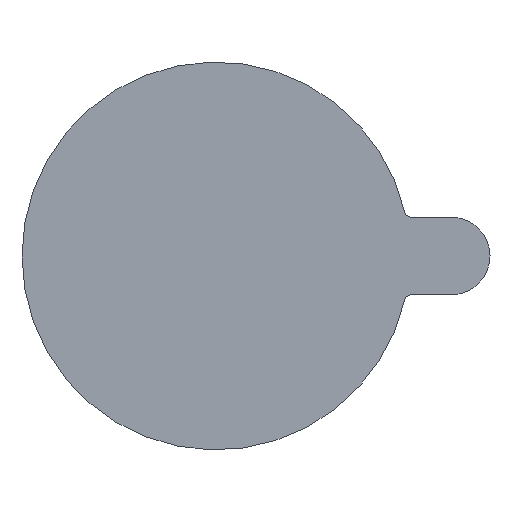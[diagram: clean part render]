
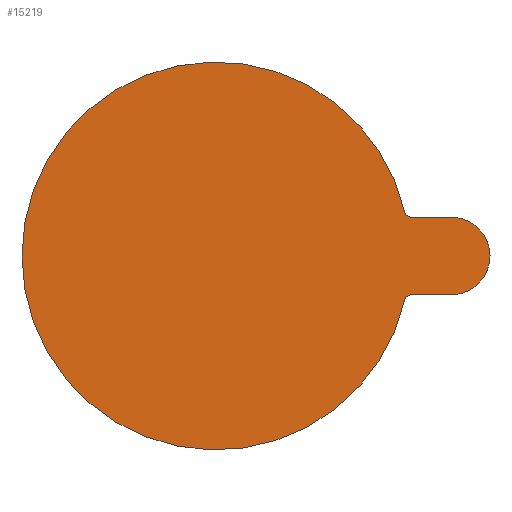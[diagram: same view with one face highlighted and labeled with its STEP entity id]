
A CAD part, top view. The second image highlights one B-rep face of the part: STEP entity #15219.
In plain terms, the highlighted planar face has unit normal (0, 0, 1).
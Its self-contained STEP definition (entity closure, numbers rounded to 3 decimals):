
#440 = ORIENTED_EDGE ( 'NONE', *, *, #3473, .T. ) ;
#504 = CARTESIAN_POINT ( 'NONE',  ( 15.129, 56.759, 0.34 ) ) ;
#809 = CIRCLE ( 'NONE', #3047, 0.5 ) ;
#1128 = CARTESIAN_POINT ( 'NONE',  ( 15.129, 56.259, 0.34 ) ) ;
#1737 = CARTESIAN_POINT ( 'NONE',  ( 0.029, 53.259, 0.34 ) ) ;
#1974 = VERTEX_POINT ( 'NONE', #3683 ) ;
#2176 = LINE ( 'NONE', #17023, #8167 ) ;
#2285 = ORIENTED_EDGE ( 'NONE', *, *, #3984, .F. ) ;
#2811 = VERTEX_POINT ( 'NONE', #12024 ) ;
#3047 = AXIS2_PLACEMENT_3D ( 'NONE', #9490, #13863, #9835 ) ;
#3473 = EDGE_CURVE ( 'NONE', #7743, #1974, #12982, .T. ) ;
#3683 = CARTESIAN_POINT ( 'NONE',  ( 18.226, 56.259, 0.34 ) ) ;
#3984 = EDGE_CURVE ( 'NONE', #2811, #4014, #809, .T. ) ;
#4014 = VERTEX_POINT ( 'NONE', #11390 ) ;
#4690 = EDGE_LOOP ( 'NONE', ( #2285, #16818, #7211, #440, #16844, #14143, #6197 ) ) ;
#4997 = DIRECTION ( 'NONE',  ( 1., 0., 0. ) ) ;
#5260 = AXIS2_PLACEMENT_3D ( 'NONE', #1737, #14028, #7092 ) ;
#5263 = FACE_OUTER_BOUND ( 'NONE', #4690, .T. ) ;
#5346 = PLANE ( 'NONE',  #14624 ) ;
#5688 = CARTESIAN_POINT ( 'NONE',  ( 15.129, 49.759, 0.34 ) ) ;
#5931 = VECTOR ( 'NONE', #8860, 1000. ) ;
#6197 = ORIENTED_EDGE ( 'NONE', *, *, #6366, .F. ) ;
#6366 = EDGE_CURVE ( 'NONE', #4014, #10308, #16210, .T. ) ;
#6627 = DIRECTION ( 'NONE',  ( 0., 0., 1. ) ) ;
#7092 = DIRECTION ( 'NONE',  ( -1., 0., 0. ) ) ;
#7211 = ORIENTED_EDGE ( 'NONE', *, *, #7685, .T. ) ;
#7366 = DIRECTION ( 'NONE',  ( 0., 0., 1. ) ) ;
#7685 = EDGE_CURVE ( 'NONE', #16522, #7743, #13666, .T. ) ;
#7743 = VERTEX_POINT ( 'NONE', #8849 ) ;
#8167 = VECTOR ( 'NONE', #4997, 1000. ) ;
#8373 = EDGE_CURVE ( 'NONE', #10308, #8549, #15034, .T. ) ;
#8549 = VERTEX_POINT ( 'NONE', #1128 ) ;
#8849 = CARTESIAN_POINT ( 'NONE',  ( 21.226, 53.259, 0.34 ) ) ;
#8860 = DIRECTION ( 'NONE',  ( -1., 0., 0. ) ) ;
#9490 = CARTESIAN_POINT ( 'NONE',  ( 15.129, 49.759, 0.34 ) ) ;
#9835 = DIRECTION ( 'NONE',  ( -1., 0., 0. ) ) ;
#10308 = VERTEX_POINT ( 'NONE', #11514 ) ;
#10323 = AXIS2_PLACEMENT_3D ( 'NONE', #16925, #6627, #11886 ) ;
#10960 = DIRECTION ( 'NONE',  ( -1., 0., 0. ) ) ;
#11086 = CARTESIAN_POINT ( 'NONE',  ( 18.226, 53.259, 0.34 ) ) ;
#11390 = CARTESIAN_POINT ( 'NONE',  ( 14.642, 49.872, 0.34 ) ) ;
#11514 = CARTESIAN_POINT ( 'NONE',  ( 14.642, 56.646, 0.34 ) ) ;
#11864 = AXIS2_PLACEMENT_3D ( 'NONE', #11086, #14958, #15132 ) ;
#11886 = DIRECTION ( 'NONE',  ( -1., 0., 0. ) ) ;
#12024 = CARTESIAN_POINT ( 'NONE',  ( 15.129, 50.259, 0.34 ) ) ;
#12839 = DIRECTION ( 'NONE',  ( 0., 0., -1. ) ) ;
#12982 = CIRCLE ( 'NONE', #11864, 3. ) ;
#13666 = CIRCLE ( 'NONE', #10323, 3. ) ;
#13863 = DIRECTION ( 'NONE',  ( 0., 0., 1. ) ) ;
#14028 = DIRECTION ( 'NONE',  ( 0., 0., -1. ) ) ;
#14143 = ORIENTED_EDGE ( 'NONE', *, *, #8373, .F. ) ;
#14624 = AXIS2_PLACEMENT_3D ( 'NONE', #5688, #12839, #10960 ) ;
#14958 = DIRECTION ( 'NONE',  ( 0., 0., 1. ) ) ;
#15034 = CIRCLE ( 'NONE', #15619, 0.5 ) ;
#15098 = EDGE_CURVE ( 'NONE', #16522, #2811, #16938, .T. ) ;
#15132 = DIRECTION ( 'NONE',  ( -1., 0., 0. ) ) ;
#15219 = ADVANCED_FACE ( 'NONE', ( #5263 ), #5346, .F. ) ;
#15416 = CARTESIAN_POINT ( 'NONE',  ( 18.226, 50.259, 0.34 ) ) ;
#15451 = CARTESIAN_POINT ( 'NONE',  ( 18.226, 50.259, 0.34 ) ) ;
#15619 = AXIS2_PLACEMENT_3D ( 'NONE', #504, #7366, #16669 ) ;
#15753 = EDGE_CURVE ( 'NONE', #8549, #1974, #2176, .T. ) ;
#16210 = CIRCLE ( 'NONE', #5260, 15. ) ;
#16522 = VERTEX_POINT ( 'NONE', #15416 ) ;
#16669 = DIRECTION ( 'NONE',  ( -1., 0., 0. ) ) ;
#16818 = ORIENTED_EDGE ( 'NONE', *, *, #15098, .F. ) ;
#16844 = ORIENTED_EDGE ( 'NONE', *, *, #15753, .F. ) ;
#16925 = CARTESIAN_POINT ( 'NONE',  ( 18.226, 53.259, 0.34 ) ) ;
#16938 = LINE ( 'NONE', #15451, #5931 ) ;
#17023 = CARTESIAN_POINT ( 'NONE',  ( 15.129, 56.259, 0.34 ) ) ;
